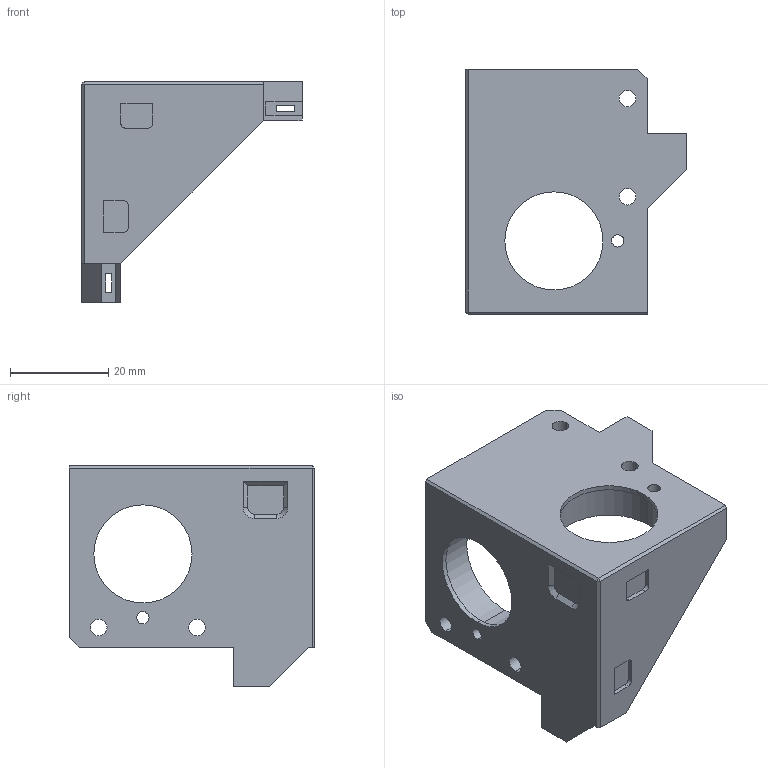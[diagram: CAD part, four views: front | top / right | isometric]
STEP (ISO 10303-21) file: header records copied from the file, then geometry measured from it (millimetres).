
FILE_DESCRIPTION (( 'STEP AP203' ), '1' );
FILE_NAME ('TR_XY_corner_front_left_v1_0.STEP', '2018-05-17T18:58:17', ( '' ), ( '' ), 'SwSTEP 2.0', 'SolidWorks 2017', '' );
FILE_SCHEMA (( 'CONFIG_CONTROL_DESIGN' ));
Length unit declared in the file: millimetre
Products named in the file (1): TR_XY_corner_front_left_v1_0
Bounding box: 45 x 50 x 45 mm (x, y, z)
Volume: 22080.4 mm3; surface area: 10232.2 mm2
Topology: 1 solids, 1 shells, 128 faces, 345 edges, 226 vertices
Faces by surface type: plane 99, cylinder 27, cone 2
Entity records: 4090 total; most frequent: CARTESIAN_POINT 706, ORIENTED_EDGE 690, DIRECTION 661, EDGE_CURVE 345, VECTOR 283, LINE 283, VERTEX_POINT 226, AXIS2_PLACEMENT_3D 189
